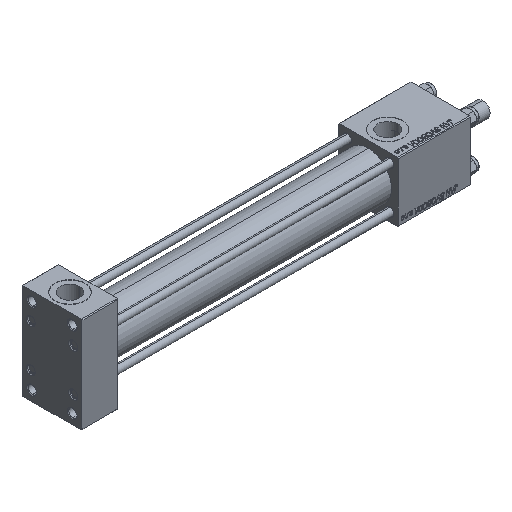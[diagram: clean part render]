
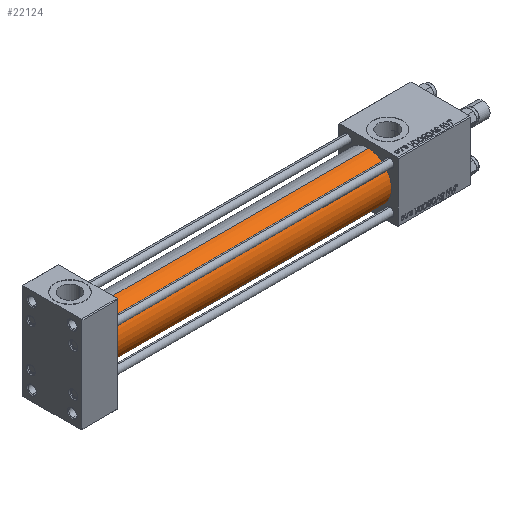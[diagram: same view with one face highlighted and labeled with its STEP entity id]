
A CAD part, isometric view. The second image highlights one B-rep face of the part: STEP entity #22124.
In plain terms, the highlighted cylindrical face has radius 15.5 mm (diameter 31 mm), a partial arc.
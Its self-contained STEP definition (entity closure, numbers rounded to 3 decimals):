
#1131 = LINE ( 'NONE', #40843, #37651 ) ;
#1235 = ORIENTED_EDGE ( 'NONE', *, *, #33515, .F. ) ;
#2611 = DIRECTION ( 'NONE',  ( 0., 0., 1. ) ) ;
#4381 = DIRECTION ( 'NONE',  ( 1., 0., 0. ) ) ;
#6643 = VERTEX_POINT ( 'NONE', #9496 ) ;
#6890 = AXIS2_PLACEMENT_3D ( 'NONE', #11234, #18130, #2611 ) ;
#7951 = CARTESIAN_POINT ( 'NONE',  ( 24., 0., 0. ) ) ;
#8763 = ORIENTED_EDGE ( 'NONE', *, *, #13235, .T. ) ;
#9496 = CARTESIAN_POINT ( 'NONE',  ( 211., 0., -15.5 ) ) ;
#11234 = CARTESIAN_POINT ( 'NONE',  ( 211., 0., 0. ) ) ;
#12124 = DIRECTION ( 'NONE',  ( 1., 0., 0. ) ) ;
#12989 = EDGE_CURVE ( 'NONE', #31094, #26923, #1131, .T. ) ;
#13235 = EDGE_CURVE ( 'NONE', #26923, #21350, #26221, .T. ) ;
#13674 = ORIENTED_EDGE ( 'NONE', *, *, #25583, .F. ) ;
#13701 = LINE ( 'NONE', #44288, #28336 ) ;
#14056 = AXIS2_PLACEMENT_3D ( 'NONE', #7951, #4381, #31631 ) ;
#15063 = CYLINDRICAL_SURFACE ( 'NONE', #6890, 15.5 ) ;
#15141 = CIRCLE ( 'NONE', #46052, 15.5 ) ;
#17403 = DIRECTION ( 'NONE',  ( -1., 0., 0. ) ) ;
#18130 = DIRECTION ( 'NONE',  ( -1., 0., 0. ) ) ;
#21350 = VERTEX_POINT ( 'NONE', #39244 ) ;
#22124 = ADVANCED_FACE ( 'NONE', ( #37496 ), #15063, .T. ) ;
#22650 = CARTESIAN_POINT ( 'NONE',  ( 24., 0., 15.5 ) ) ;
#25583 = EDGE_CURVE ( 'NONE', #31094, #6643, #15141, .T. ) ;
#26221 = CIRCLE ( 'NONE', #14056, 15.5 ) ;
#26923 = VERTEX_POINT ( 'NONE', #22650 ) ;
#28164 = CARTESIAN_POINT ( 'NONE',  ( 211., 0., 0. ) ) ;
#28336 = VECTOR ( 'NONE', #36135, 1000. ) ;
#31094 = VERTEX_POINT ( 'NONE', #44214 ) ;
#31631 = DIRECTION ( 'NONE',  ( 0., 0., 1. ) ) ;
#33515 = EDGE_CURVE ( 'NONE', #6643, #21350, #13701, .T. ) ;
#36135 = DIRECTION ( 'NONE',  ( -1., 0., 0. ) ) ;
#37496 = FACE_OUTER_BOUND ( 'NONE', #45313, .T. ) ;
#37651 = VECTOR ( 'NONE', #17403, 1000. ) ;
#39244 = CARTESIAN_POINT ( 'NONE',  ( 24., 0., -15.5 ) ) ;
#40843 = CARTESIAN_POINT ( 'NONE',  ( 211., 0., 15.5 ) ) ;
#42458 = ORIENTED_EDGE ( 'NONE', *, *, #12989, .T. ) ;
#44214 = CARTESIAN_POINT ( 'NONE',  ( 211., 0., 15.5 ) ) ;
#44288 = CARTESIAN_POINT ( 'NONE',  ( 211., 0., -15.5 ) ) ;
#45313 = EDGE_LOOP ( 'NONE', ( #1235, #13674, #42458, #8763 ) ) ;
#46052 = AXIS2_PLACEMENT_3D ( 'NONE', #28164, #12124, #47551 ) ;
#47551 = DIRECTION ( 'NONE',  ( 0., 0., -1. ) ) ;
